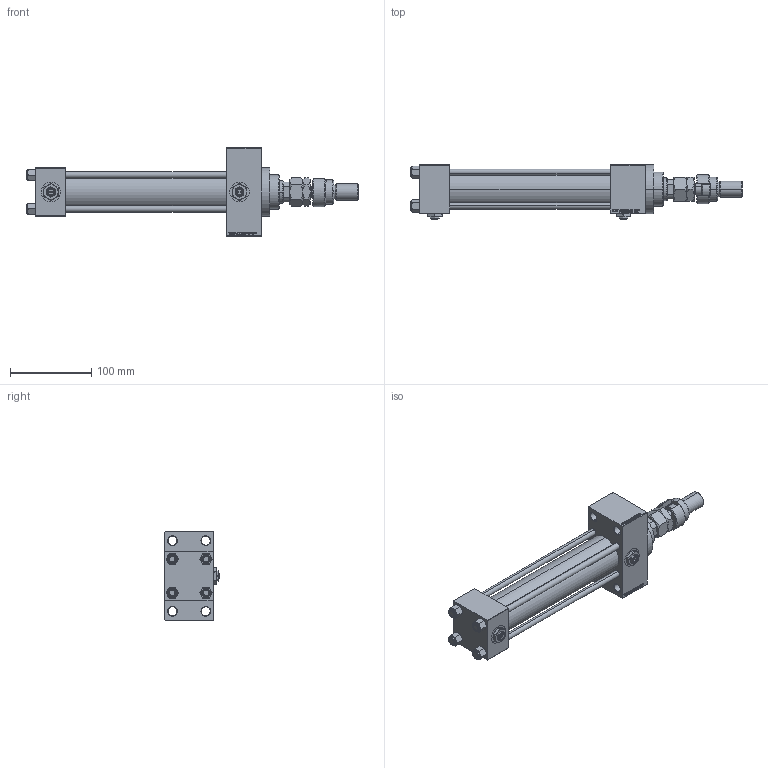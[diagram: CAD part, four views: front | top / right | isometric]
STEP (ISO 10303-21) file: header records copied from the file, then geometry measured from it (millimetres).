
FILE_DESCRIPTION (( 'STEP AP203' ), '1' );
FILE_NAME ('9304.STEP', '2025-06-18T06:07:35', ( '' ), ( '' ), 'SwSTEP 2.0', 'SolidWorks 2019', '' );
FILE_SCHEMA (( 'CONFIG_CONTROL_DESIGN' ));
Length unit declared in the file: millimetre
Products named in the file (10): V215CR_VCP_D f191e3705c4076b1288229a03f350722; FEMALE_PART_FOR_DFA f191e3705c4076b1288229a03f350722; 9304; V215CR_D_TYCINKA f191e3705c4076b1288229a03f350722; MFA f191e3705c4076b1288229a03f350722; V215_VC_A f191e3705c4076b1288229a03f350722; Zatka_pro_OIL_PORT f191e3705c4076b1288229a03f350722; V215CR_D_Body f191e3705c4076b1288229a03f350722; DFA f191e3705c4076b1288229a03f350722; NUT_M5_D f191e3705c4076b1288229a03f350722
Assembly tree (16 placements, depth 3):
  9304
    V215CR_D_Body f191e3705c4076b1288229a03f350722
    V215CR_VCP_D f191e3705c4076b1288229a03f350722
    NUT_M5_D f191e3705c4076b1288229a03f350722  x4
    V215CR_D_TYCINKA f191e3705c4076b1288229a03f350722  x4
    V215_VC_A f191e3705c4076b1288229a03f350722
    DFA f191e3705c4076b1288229a03f350722
      FEMALE_PART_FOR_DFA f191e3705c4076b1288229a03f350722
      MFA f191e3705c4076b1288229a03f350722
    Zatka_pro_OIL_PORT f191e3705c4076b1288229a03f350722  x2
Bounding box: 409 x 67 x 109 mm (x, y, z)
Volume: 751955.7 mm3; surface area: 207931.6 mm2
Topology: 15 solids, 15 shells, 1291 faces, 3170 edges, 2027 vertices
Faces by surface type: plane 574, bspline 368, cone 224, cylinder 113, torus 12
Entity records: 52132 total; most frequent: CARTESIAN_POINT 26431, ORIENTED_EDGE 5640, DIRECTION 3836, EDGE_CURVE 2820, VERTEX_POINT 1825, LINE 1612, VECTOR 1612, EDGE_LOOP 1269
